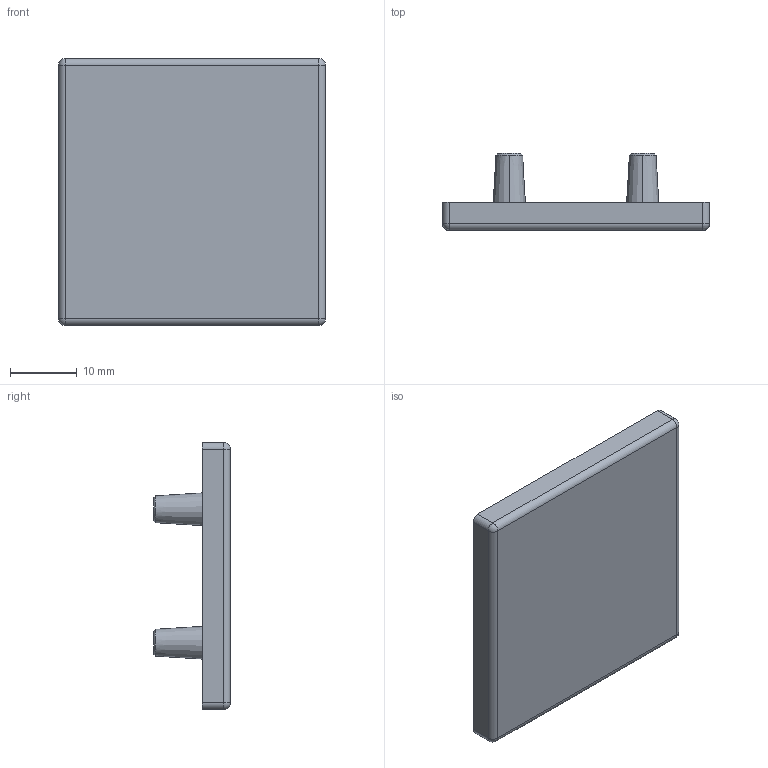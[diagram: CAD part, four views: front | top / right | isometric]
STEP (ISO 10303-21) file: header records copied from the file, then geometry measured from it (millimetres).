
FILE_DESCRIPTION (( 'STEP AP214' ), '1' );
FILE_NAME ('SNSD.30.52.17. Çàãëóøêà òîðöåâàÿ 40x40(H07).STEP', '2014-12-29T11:43:32', ( 'XTreme.ws' ), ( 'XTreme.ws' ), 'SwSTEP 2.0', 'SolidWorks 2014', '' );
FILE_SCHEMA (( 'AUTOMOTIVE_DESIGN' ));
Length unit declared in the file: millimetre
Products named in the file (2): SNSD.30.52.17. Çàãëóøêà òîðöåâàÿ 40x40(H07)
Bounding box: 40 x 11.5 x 40 mm (x, y, z)
Volume: 3819.2 mm3; surface area: 5049.6 mm2
Topology: 1 solids, 1 shells, 55 faces, 116 edges, 68 vertices
Faces by surface type: plane 19, cone 16, cylinder 16, sphere 4
Entity records: 1491 total; most frequent: DIRECTION 282, CARTESIAN_POINT 237, ORIENTED_EDGE 224, AXIS2_PLACEMENT_3D 113, EDGE_CURVE 112, VERTEX_POINT 68, EDGE_LOOP 64, CIRCLE 56
